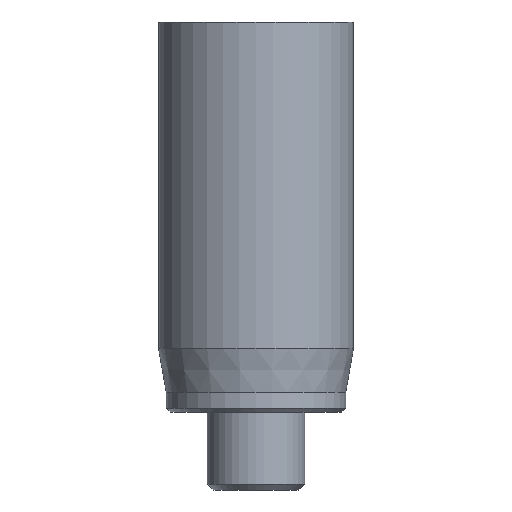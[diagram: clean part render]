
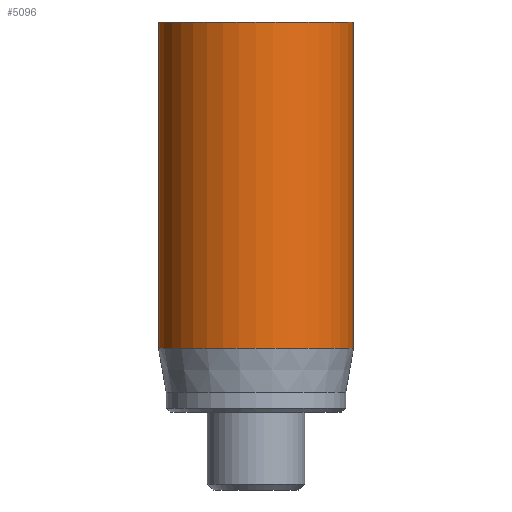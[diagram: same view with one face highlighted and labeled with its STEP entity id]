
A CAD part, front view. The second image highlights one B-rep face of the part: STEP entity #5096.
In plain terms, the highlighted cylindrical face has radius 5 mm (diameter 10 mm), a full revolution.
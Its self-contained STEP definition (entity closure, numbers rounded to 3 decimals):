
#40=CYLINDRICAL_SURFACE('',#5311,5.);
#58=CIRCLE('',#5274,5.);
#74=CIRCLE('',#5309,5.);
#75=CIRCLE('',#5310,5.);
#486=FACE_OUTER_BOUND('',#798,.T.);
#798=EDGE_LOOP('',(#4551,#4552,#4553,#4554,#4555));
#1177=LINE('',#9634,#1560);
#1560=VECTOR('',#5948,5.);
#2364=VERTEX_POINT('',#9569);
#2380=VERTEX_POINT('',#9628);
#2381=VERTEX_POINT('',#9629);
#3086=EDGE_CURVE('',#2364,#2364,#58,.T.);
#3110=EDGE_CURVE('',#2380,#2381,#74,.T.);
#3111=EDGE_CURVE('',#2381,#2380,#75,.T.);
#3113=EDGE_CURVE('',#2364,#2380,#1177,.T.);
#4551=ORIENTED_EDGE('',*,*,#3086,.T.);
#4552=ORIENTED_EDGE('',*,*,#3113,.T.);
#4553=ORIENTED_EDGE('',*,*,#3110,.T.);
#4554=ORIENTED_EDGE('',*,*,#3111,.T.);
#4555=ORIENTED_EDGE('',*,*,#3113,.F.);
#5096=ADVANCED_FACE('',(#486),#40,.T.);
#5274=AXIS2_PLACEMENT_3D('',#9570,#5863,#5864);
#5309=AXIS2_PLACEMENT_3D('',#9630,#5941,#5942);
#5310=AXIS2_PLACEMENT_3D('',#9631,#5943,#5944);
#5311=AXIS2_PLACEMENT_3D('',#9633,#5946,#5947);
#5863=DIRECTION('center_axis',(0.,0.,-1.));
#5864=DIRECTION('ref_axis',(-1.,0.,0.));
#5941=DIRECTION('center_axis',(0.,0.,1.));
#5942=DIRECTION('ref_axis',(-1.,0.,0.));
#5943=DIRECTION('center_axis',(0.,0.,1.));
#5944=DIRECTION('ref_axis',(-1.,0.,0.));
#5946=DIRECTION('center_axis',(0.,0.,1.));
#5947=DIRECTION('ref_axis',(-1.,0.,0.));
#5948=DIRECTION('',(0.,0.,-1.));
#9569=CARTESIAN_POINT('',(5.,0.,20.));
#9570=CARTESIAN_POINT('Origin',(0.,0.,20.));
#9628=CARTESIAN_POINT('',(5.,0.,3.269));
#9629=CARTESIAN_POINT('',(-5.,0.,3.269));
#9630=CARTESIAN_POINT('Origin',(0.,0.,3.269));
#9631=CARTESIAN_POINT('Origin',(0.,0.,3.269));
#9633=CARTESIAN_POINT('Origin',(0.,0.,0.));
#9634=CARTESIAN_POINT('',(5.,0.,0.));
